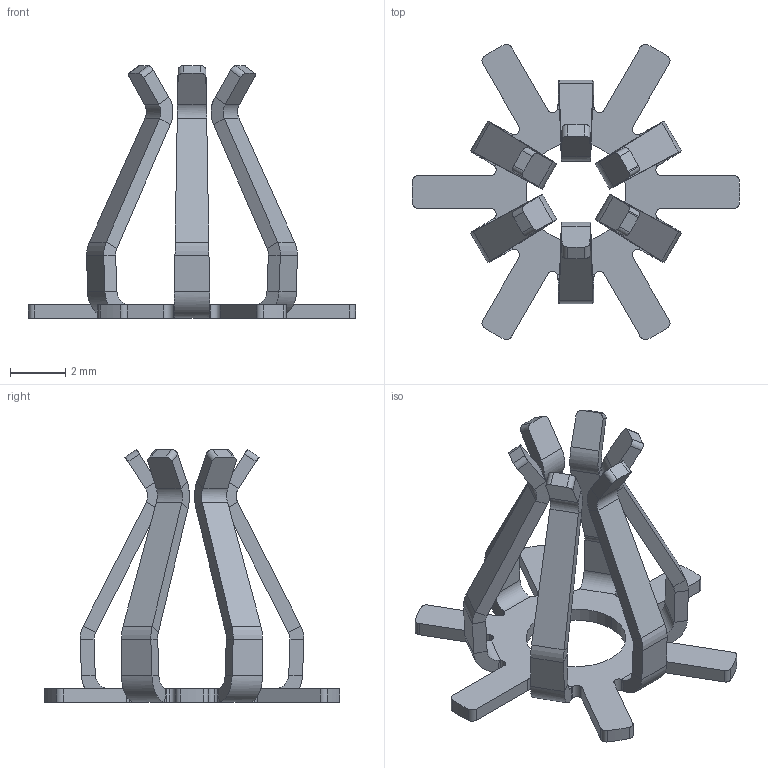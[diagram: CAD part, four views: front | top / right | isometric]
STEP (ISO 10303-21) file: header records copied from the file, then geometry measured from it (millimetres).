
FILE_DESCRIPTION (( 'STEP AP214' ), '1' );
FILE_NAME ('K99763-D.STEP', '2021-04-13T11:10:49', ( '' ), ( '' ), 'SwSTEP 2.0', 'SolidWorks 2018', '' );
FILE_SCHEMA (( 'AUTOMOTIVE_DESIGN' ));
Length unit declared in the file: millimetre
Products named in the file (1): K99763-D
Bounding box: 11.85 x 10.69 x 9.15 mm (x, y, z)
Volume: 54.2 mm3; surface area: 307.9 mm2
Topology: 1 solids, 1 shells, 229 faces, 537 edges, 310 vertices
Faces by surface type: plane 92, cylinder 89, bspline 48
Entity records: 6975 total; most frequent: CARTESIAN_POINT 2193, ORIENTED_EDGE 1074, DIRECTION 827, EDGE_CURVE 537, VERTEX_POINT 310, AXIS2_PLACEMENT_3D 288, LINE 251, VECTOR 251
